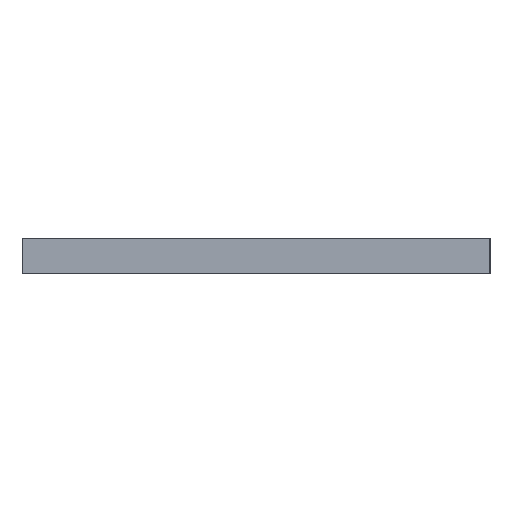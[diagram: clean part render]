
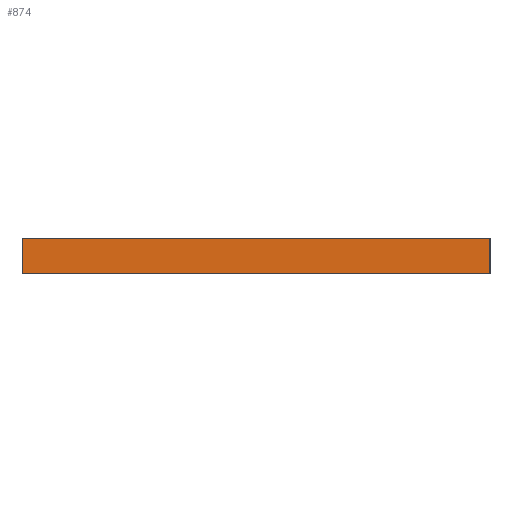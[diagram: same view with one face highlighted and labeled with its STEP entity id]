
A CAD part, left-side view. The second image highlights one B-rep face of the part: STEP entity #874.
In plain terms, the highlighted planar face has unit normal (-1, 0, 0).
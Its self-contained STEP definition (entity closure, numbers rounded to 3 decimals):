
#50=FACE_OUTER_BOUND('',#92,.T.);
#92=EDGE_LOOP('',(#643,#644,#645,#646));
#194=LINE('',#1291,#314);
#195=LINE('',#1293,#315);
#196=LINE('',#1295,#316);
#197=LINE('',#1296,#317);
#314=VECTOR('',#1052,10.);
#315=VECTOR('',#1053,10.);
#316=VECTOR('',#1054,10.);
#317=VECTOR('',#1055,10.);
#425=VERTEX_POINT('',#1289);
#426=VERTEX_POINT('',#1290);
#427=VERTEX_POINT('',#1292);
#428=VERTEX_POINT('',#1294);
#514=EDGE_CURVE('',#425,#426,#194,.T.);
#515=EDGE_CURVE('',#425,#427,#195,.T.);
#516=EDGE_CURVE('',#428,#427,#196,.T.);
#517=EDGE_CURVE('',#426,#428,#197,.T.);
#643=ORIENTED_EDGE('',*,*,#514,.F.);
#644=ORIENTED_EDGE('',*,*,#515,.T.);
#645=ORIENTED_EDGE('',*,*,#516,.F.);
#646=ORIENTED_EDGE('',*,*,#517,.F.);
#832=PLANE('',#930);
#874=ADVANCED_FACE('',(#50),#832,.T.);
#930=AXIS2_PLACEMENT_3D('',#1288,#1050,#1051);
#1050=DIRECTION('center_axis',(-1.,0.,0.));
#1051=DIRECTION('ref_axis',(0.,-1.,0.));
#1052=DIRECTION('',(0.,1.,0.));
#1053=DIRECTION('',(0.,0.,1.));
#1054=DIRECTION('',(0.,-1.,0.));
#1055=DIRECTION('',(0.,0.,1.));
#1288=CARTESIAN_POINT('Origin',(-5.214,3.271,0.));
#1289=CARTESIAN_POINT('',(-5.214,-3.271,0.));
#1290=CARTESIAN_POINT('',(-5.214,3.271,0.));
#1291=CARTESIAN_POINT('',(-5.214,-1.018,0.));
#1292=CARTESIAN_POINT('',(-5.214,-3.271,0.5));
#1293=CARTESIAN_POINT('',(-5.214,-3.271,0.));
#1294=CARTESIAN_POINT('',(-5.214,3.271,0.5));
#1295=CARTESIAN_POINT('',(-5.214,-3.271,0.5));
#1296=CARTESIAN_POINT('',(-5.214,3.271,0.));
